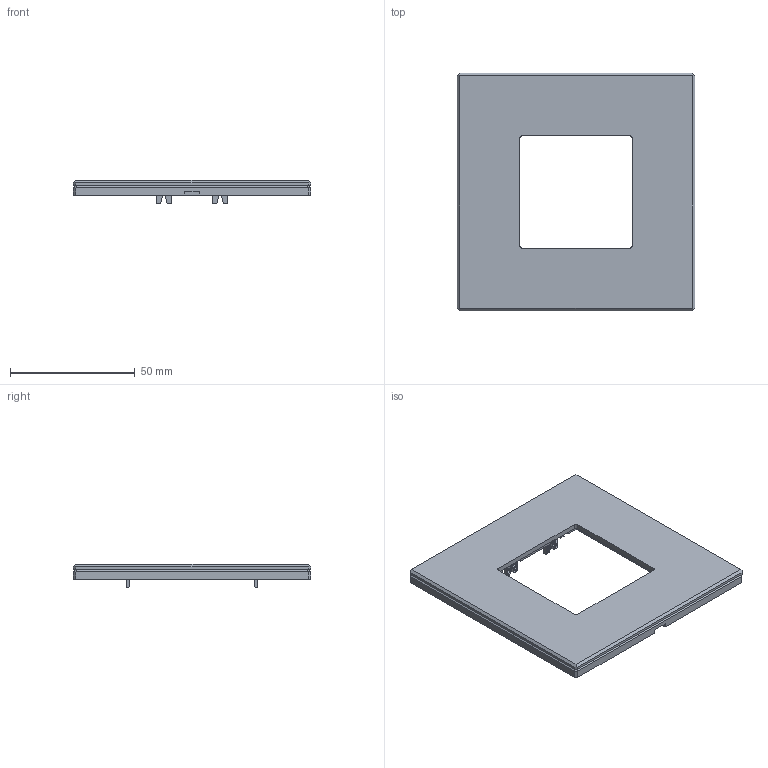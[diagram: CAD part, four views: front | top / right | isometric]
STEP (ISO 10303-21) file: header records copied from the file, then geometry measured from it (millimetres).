
FILE_DESCRIPTION (( 'STEP AP214' ), '1' );
FILE_NAME ('Vitrum-TWO-WAY-20250610.STEP', '2025-06-10T03:40:40', ( 'admin' ), ( '' ), 'SwSTEP 2.0', 'SolidWorks 2018', '' );
FILE_SCHEMA (( 'AUTOMOTIVE_DESIGN' ));
Length unit declared in the file: millimetre
Products named in the file (3): Vitrum媼弇產薛晚遺-20191121; Vitrum媼弇晚遺傍啣-20191128; Vitrum-TWO-WAY-20250610
Assembly tree (2 placements, depth 2):
  Vitrum-TWO-WAY-20250610
    Vitrum媼弇晚遺傍啣-20191128
    Vitrum媼弇產薛晚遺-20191121
Bounding box: 95 x 95 x 9.4 mm (x, y, z)
Volume: 24352.1 mm3; surface area: 31638.2 mm2
Topology: 2 solids, 2 shells, 931 faces, 2593 edges, 1726 vertices
Faces by surface type: plane 654, bspline 235, cylinder 38, torus 4
Entity records: 42639 total; most frequent: CARTESIAN_POINT 20050, ORIENTED_EDGE 5186, DIRECTION 3609, EDGE_CURVE 2593, LINE 2039, VECTOR 2039, VERTEX_POINT 1726, EDGE_LOOP 1003
